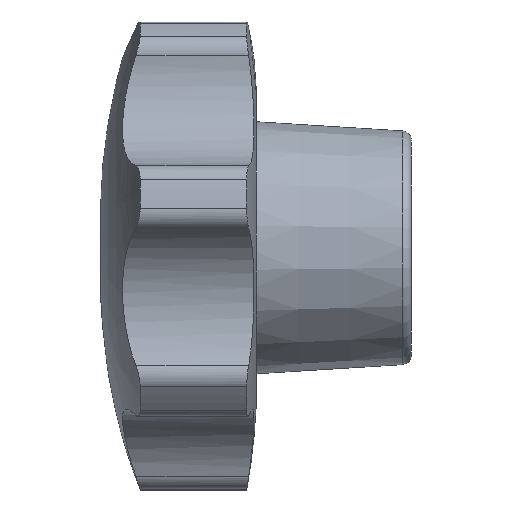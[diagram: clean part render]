
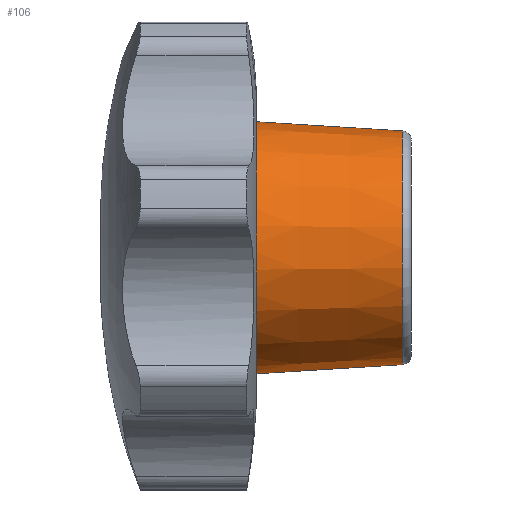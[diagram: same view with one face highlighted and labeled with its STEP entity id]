
A CAD part, left-side view. The second image highlights one B-rep face of the part: STEP entity #106.
In plain terms, the highlighted conical face has half-angle 3.576 degrees and reference radius 6.533 mm.
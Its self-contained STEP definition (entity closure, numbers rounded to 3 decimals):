
#106 = ADVANCED_FACE( '', ( #232, #233 ), #234, .T. );
#232 = FACE_BOUND( '', #371, .T. );
#233 = FACE_OUTER_BOUND( '', #372, .T. );
#234 = CONICAL_SURFACE( '', #373, 6.533, 0.062 );
#371 = EDGE_LOOP( '', ( #653 ) );
#372 = EDGE_LOOP( '', ( #654 ) );
#373 = AXIS2_PLACEMENT_3D( '', #655, #656, #657 );
#653 = ORIENTED_EDGE( '', *, *, #878, .F. );
#654 = ORIENTED_EDGE( '', *, *, #881, .T. );
#655 = CARTESIAN_POINT( '', ( 0., 8.531, 0. ) );
#656 = DIRECTION( '', ( 0., 1., 0. ) );
#657 = DIRECTION( '', ( 0., 0., 1. ) );
#878 = EDGE_CURVE( '', #1040, #1040, #1041, .T. );
#881 = EDGE_CURVE( '', #1045, #1045, #1046, .T. );
#1040 = VERTEX_POINT( '', #1397 );
#1041 = CIRCLE( '', #1398, 6.029 );
#1045 = VERTEX_POINT( '', #1402 );
#1046 = CIRCLE( '', #1403, 6.533 );
#1397 = CARTESIAN_POINT( '', ( 0., 0.469, -6.029 ) );
#1398 = AXIS2_PLACEMENT_3D( '', #1873, #1874, #1875 );
#1402 = CARTESIAN_POINT( '', ( 0., 8.531, -6.533 ) );
#1403 = AXIS2_PLACEMENT_3D( '', #1879, #1880, #1881 );
#1873 = CARTESIAN_POINT( '', ( 0., 0.469, 0. ) );
#1874 = DIRECTION( '', ( 0., -1., 0. ) );
#1875 = DIRECTION( '', ( 0., 0., -1. ) );
#1879 = CARTESIAN_POINT( '', ( 0., 8.531, 0. ) );
#1880 = DIRECTION( '', ( 0., -1., 0. ) );
#1881 = DIRECTION( '', ( 0., 0., -1. ) );
